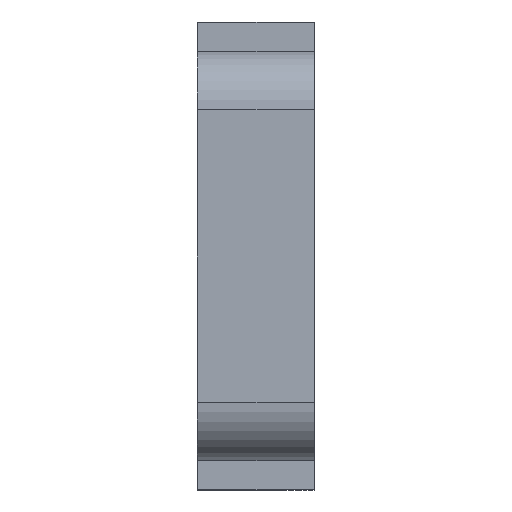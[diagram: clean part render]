
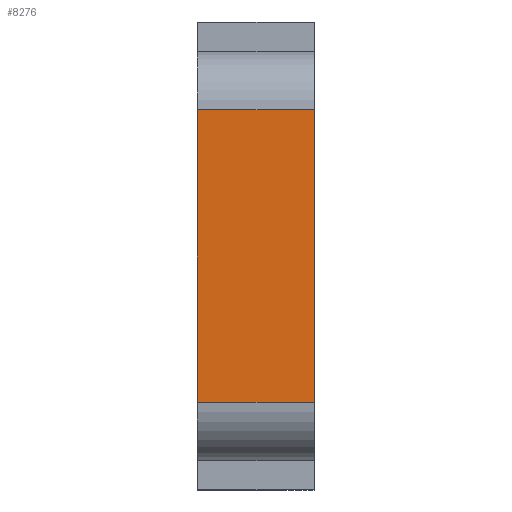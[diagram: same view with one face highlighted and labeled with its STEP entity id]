
A CAD part, left-side view. The second image highlights one B-rep face of the part: STEP entity #8276.
In plain terms, the highlighted planar face has unit normal (-1, 0, 0).
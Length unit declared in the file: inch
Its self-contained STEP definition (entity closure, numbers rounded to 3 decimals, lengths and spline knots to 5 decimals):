
#112 = DIRECTION ( 'NONE',  ( 0., 0., -1. ) ) ;
#577 = CARTESIAN_POINT ( 'NONE',  ( -7.34587, 0.5, 0.25 ) ) ;
#699 = CARTESIAN_POINT ( 'NONE',  ( -7.34587, 0., 1.5 ) ) ;
#709 = CARTESIAN_POINT ( 'NONE',  ( -7.34587, 0., 0.25 ) ) ;
#739 = ORIENTED_EDGE ( 'NONE', *, *, #10526, .F. ) ;
#750 = EDGE_LOOP ( 'NONE', ( #10410, #2781, #9214, #739 ) ) ;
#796 = CARTESIAN_POINT ( 'NONE',  ( -7.34587, 0., 1.5 ) ) ;
#841 = LINE ( 'NONE', #9270, #1869 ) ;
#1744 = CARTESIAN_POINT ( 'NONE',  ( -7.34587, 0., 0.25 ) ) ;
#1869 = VECTOR ( 'NONE', #112, 39.37008 ) ;
#2583 = VECTOR ( 'NONE', #8796, 39.37008 ) ;
#2584 = VERTEX_POINT ( 'NONE', #5606 ) ;
#2753 = VERTEX_POINT ( 'NONE', #709 ) ;
#2781 = ORIENTED_EDGE ( 'NONE', *, *, #8633, .T. ) ;
#2911 = DIRECTION ( 'NONE',  ( 0., 0., -1. ) ) ;
#3296 = LINE ( 'NONE', #7941, #2583 ) ;
#3697 = CARTESIAN_POINT ( 'NONE',  ( -7.34587, -8.40006, -0.125 ) ) ;
#3760 = FACE_OUTER_BOUND ( 'NONE', #750, .T. ) ;
#3836 = DIRECTION ( 'NONE',  ( 0., 1., 0. ) ) ;
#3975 = AXIS2_PLACEMENT_3D ( 'NONE', #3697, #9246, #2911 ) ;
#4187 = VERTEX_POINT ( 'NONE', #577 ) ;
#4253 = VERTEX_POINT ( 'NONE', #699 ) ;
#5329 = LINE ( 'NONE', #796, #6681 ) ;
#5606 = CARTESIAN_POINT ( 'NONE',  ( -7.34587, 0.5, 1.5 ) ) ;
#5961 = EDGE_CURVE ( 'NONE', #4253, #2753, #3296, .T. ) ;
#6681 = VECTOR ( 'NONE', #8995, 39.37008 ) ;
#7321 = PLANE ( 'NONE',  #3975 ) ;
#7941 = CARTESIAN_POINT ( 'NONE',  ( -7.34587, 0., 0. ) ) ;
#8276 = ADVANCED_FACE ( 'NONE', ( #3760 ), #7321, .F. ) ;
#8633 = EDGE_CURVE ( 'NONE', #4253, #2584, #5329, .T. ) ;
#8796 = DIRECTION ( 'NONE',  ( 0., 0., -1. ) ) ;
#8995 = DIRECTION ( 'NONE',  ( 0., 1., 0. ) ) ;
#9214 = ORIENTED_EDGE ( 'NONE', *, *, #9225, .T. ) ;
#9225 = EDGE_CURVE ( 'NONE', #2584, #4187, #841, .T. ) ;
#9246 = DIRECTION ( 'NONE',  ( 1., 0., 0. ) ) ;
#9270 = CARTESIAN_POINT ( 'NONE',  ( -7.34587, 0.5, -0.125 ) ) ;
#9320 = LINE ( 'NONE', #1744, #9793 ) ;
#9793 = VECTOR ( 'NONE', #3836, 39.37008 ) ;
#10410 = ORIENTED_EDGE ( 'NONE', *, *, #5961, .F. ) ;
#10526 = EDGE_CURVE ( 'NONE', #2753, #4187, #9320, .T. ) ;
